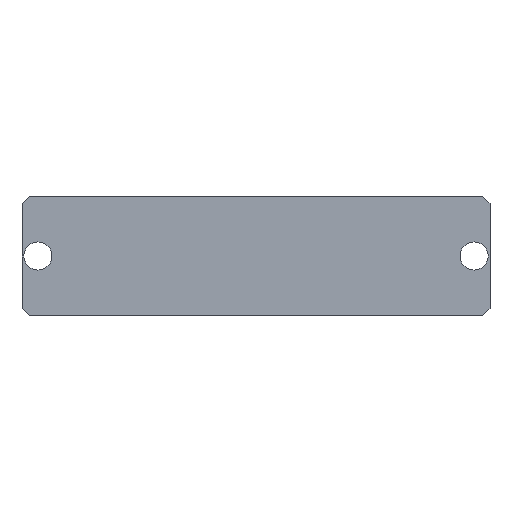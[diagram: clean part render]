
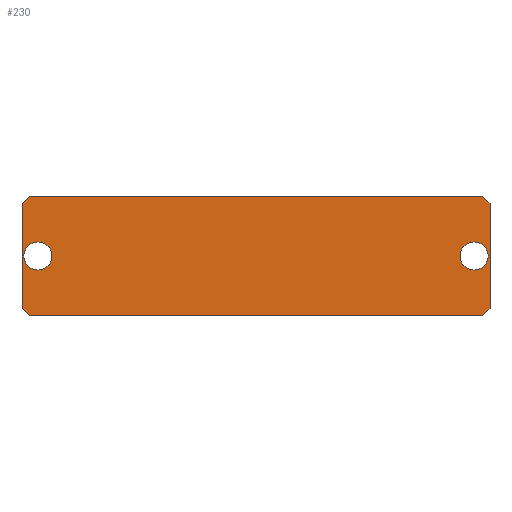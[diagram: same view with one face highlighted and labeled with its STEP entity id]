
A CAD part, top view. The second image highlights one B-rep face of the part: STEP entity #230.
In plain terms, the highlighted planar face has unit normal (0, 0, 1).
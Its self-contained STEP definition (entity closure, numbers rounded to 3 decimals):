
#5 = EDGE_CURVE ( 'NONE', #546, #174, #155, .T. ) ;
#10 = FACE_BOUND ( 'NONE', #505, .T. ) ;
#11 = DIRECTION ( 'NONE',  ( 0., -1., 0. ) ) ;
#16 = CARTESIAN_POINT ( 'NONE',  ( 62.5, 14., 1.5 ) ) ;
#23 = VERTEX_POINT ( 'NONE', #16 ) ;
#30 = CARTESIAN_POINT ( 'NONE',  ( -62.5, 16., 1.5 ) ) ;
#36 = CARTESIAN_POINT ( 'NONE',  ( -62.5, 14., 1.5 ) ) ;
#38 = DIRECTION ( 'NONE',  ( 0., 0., 1. ) ) ;
#40 = VERTEX_POINT ( 'NONE', #432 ) ;
#45 = VECTOR ( 'NONE', #372, 1000. ) ;
#57 = EDGE_CURVE ( 'NONE', #314, #546, #358, .T. ) ;
#76 = PLANE ( 'NONE',  #447 ) ;
#77 = CARTESIAN_POINT ( 'NONE',  ( 62.5, -14., 1.5 ) ) ;
#94 = LINE ( 'NONE', #419, #425 ) ;
#97 = VERTEX_POINT ( 'NONE', #479 ) ;
#107 = VECTOR ( 'NONE', #260, 1000. ) ;
#114 = VERTEX_POINT ( 'NONE', #290 ) ;
#119 = CARTESIAN_POINT ( 'NONE',  ( 62.5, -16., 1.5 ) ) ;
#121 = DIRECTION ( 'NONE',  ( 0., 0., -1. ) ) ;
#130 = DIRECTION ( 'NONE',  ( 0., 0., 1. ) ) ;
#133 = ORIENTED_EDGE ( 'NONE', *, *, #57, .T. ) ;
#136 = FACE_OUTER_BOUND ( 'NONE', #375, .T. ) ;
#137 = ORIENTED_EDGE ( 'NONE', *, *, #385, .T. ) ;
#149 = CARTESIAN_POINT ( 'NONE',  ( -60.5, -16., 1.5 ) ) ;
#150 = VERTEX_POINT ( 'NONE', #381 ) ;
#153 = ORIENTED_EDGE ( 'NONE', *, *, #524, .T. ) ;
#155 = LINE ( 'NONE', #423, #45 ) ;
#164 = CARTESIAN_POINT ( 'NONE',  ( -62.5, -14., 1.5 ) ) ;
#168 = CARTESIAN_POINT ( 'NONE',  ( -58.25, 0., 1.5 ) ) ;
#171 = DIRECTION ( 'NONE',  ( 1., 0., 0. ) ) ;
#174 = VERTEX_POINT ( 'NONE', #149 ) ;
#183 = VECTOR ( 'NONE', #580, 1000. ) ;
#199 = VERTEX_POINT ( 'NONE', #435 ) ;
#203 = DIRECTION ( 'NONE',  ( 0.707, 0.707, 0. ) ) ;
#217 = DIRECTION ( 'NONE',  ( 1., 0., 0. ) ) ;
#219 = CARTESIAN_POINT ( 'NONE',  ( -62.5, -16., 1.5 ) ) ;
#230 = ADVANCED_FACE ( 'NONE', ( #10, #477, #136 ), #76, .F. ) ;
#233 = ORIENTED_EDGE ( 'NONE', *, *, #313, .F. ) ;
#260 = DIRECTION ( 'NONE',  ( -0.707, -0.707, 0. ) ) ;
#266 = EDGE_CURVE ( 'NONE', #40, #314, #297, .T. ) ;
#268 = DIRECTION ( 'NONE',  ( 0., 0., 1. ) ) ;
#277 = EDGE_CURVE ( 'NONE', #23, #114, #307, .T. ) ;
#287 = ORIENTED_EDGE ( 'NONE', *, *, #555, .F. ) ;
#290 = CARTESIAN_POINT ( 'NONE',  ( 60.5, 16., 1.5 ) ) ;
#292 = EDGE_CURVE ( 'NONE', #199, #487, #370, .T. ) ;
#295 = ORIENTED_EDGE ( 'NONE', *, *, #277, .T. ) ;
#297 = LINE ( 'NONE', #36, #107 ) ;
#300 = LINE ( 'NONE', #30, #431 ) ;
#303 = CARTESIAN_POINT ( 'NONE',  ( 0., 0., 1.5 ) ) ;
#305 = CARTESIAN_POINT ( 'NONE',  ( -62., 0., 1.5 ) ) ;
#307 = LINE ( 'NONE', #537, #183 ) ;
#309 = CARTESIAN_POINT ( 'NONE',  ( 58.25, 0., 1.5 ) ) ;
#313 = EDGE_CURVE ( 'NONE', #487, #199, #579, .T. ) ;
#314 = VERTEX_POINT ( 'NONE', #355 ) ;
#315 = ORIENTED_EDGE ( 'NONE', *, *, #5, .T. ) ;
#318 = EDGE_CURVE ( 'NONE', #384, #150, #414, .T. ) ;
#324 = EDGE_CURVE ( 'NONE', #174, #97, #549, .T. ) ;
#326 = ORIENTED_EDGE ( 'NONE', *, *, #318, .F. ) ;
#328 = LINE ( 'NONE', #119, #559 ) ;
#331 = ORIENTED_EDGE ( 'NONE', *, *, #266, .T. ) ;
#338 = VECTOR ( 'NONE', #11, 1000. ) ;
#342 = AXIS2_PLACEMENT_3D ( 'NONE', #541, #268, #590 ) ;
#347 = DIRECTION ( 'NONE',  ( -1., 0., 0. ) ) ;
#351 = DIRECTION ( 'NONE',  ( -1., 0., 0. ) ) ;
#355 = CARTESIAN_POINT ( 'NONE',  ( -62.5, 14., 1.5 ) ) ;
#358 = LINE ( 'NONE', #474, #338 ) ;
#370 = CIRCLE ( 'NONE', #440, 3.75 ) ;
#372 = DIRECTION ( 'NONE',  ( 0.707, -0.707, 0. ) ) ;
#375 = EDGE_LOOP ( 'NONE', ( #476, #137, #411, #295, #153, #331, #133, #315 ) ) ;
#381 = CARTESIAN_POINT ( 'NONE',  ( 62., 0., 1.5 ) ) ;
#384 = VERTEX_POINT ( 'NONE', #464 ) ;
#385 = EDGE_CURVE ( 'NONE', #97, #494, #94, .T. ) ;
#406 = AXIS2_PLACEMENT_3D ( 'NONE', #407, #130, #460 ) ;
#407 = CARTESIAN_POINT ( 'NONE',  ( -58.25, 0., 1.5 ) ) ;
#411 = ORIENTED_EDGE ( 'NONE', *, *, #458, .T. ) ;
#414 = CIRCLE ( 'NONE', #342, 3.75 ) ;
#419 = CARTESIAN_POINT ( 'NONE',  ( 62.5, -14., 1.5 ) ) ;
#423 = CARTESIAN_POINT ( 'NONE',  ( -60.5, -16., 1.5 ) ) ;
#425 = VECTOR ( 'NONE', #203, 1000. ) ;
#431 = VECTOR ( 'NONE', #347, 1000. ) ;
#432 = CARTESIAN_POINT ( 'NONE',  ( -60.5, 16., 1.5 ) ) ;
#435 = CARTESIAN_POINT ( 'NONE',  ( -54.5, 0., 1.5 ) ) ;
#440 = AXIS2_PLACEMENT_3D ( 'NONE', #168, #497, #217 ) ;
#447 = AXIS2_PLACEMENT_3D ( 'NONE', #303, #121, #451 ) ;
#449 = DIRECTION ( 'NONE',  ( 0., 1., 0. ) ) ;
#451 = DIRECTION ( 'NONE',  ( -1., 0., 0. ) ) ;
#458 = EDGE_CURVE ( 'NONE', #494, #23, #328, .T. ) ;
#460 = DIRECTION ( 'NONE',  ( 1., 0., 0. ) ) ;
#464 = CARTESIAN_POINT ( 'NONE',  ( 54.5, 0., 1.5 ) ) ;
#468 = VECTOR ( 'NONE', #171, 1000. ) ;
#472 = ORIENTED_EDGE ( 'NONE', *, *, #292, .F. ) ;
#474 = CARTESIAN_POINT ( 'NONE',  ( -62.5, -16., 1.5 ) ) ;
#475 = AXIS2_PLACEMENT_3D ( 'NONE', #309, #38, #351 ) ;
#476 = ORIENTED_EDGE ( 'NONE', *, *, #324, .T. ) ;
#477 = FACE_BOUND ( 'NONE', #533, .T. ) ;
#479 = CARTESIAN_POINT ( 'NONE',  ( 60.5, -16., 1.5 ) ) ;
#487 = VERTEX_POINT ( 'NONE', #305 ) ;
#494 = VERTEX_POINT ( 'NONE', #77 ) ;
#497 = DIRECTION ( 'NONE',  ( 0., 0., 1. ) ) ;
#505 = EDGE_LOOP ( 'NONE', ( #287, #326 ) ) ;
#524 = EDGE_CURVE ( 'NONE', #114, #40, #300, .T. ) ;
#533 = EDGE_LOOP ( 'NONE', ( #472, #233 ) ) ;
#537 = CARTESIAN_POINT ( 'NONE',  ( 60.5, 16., 1.5 ) ) ;
#541 = CARTESIAN_POINT ( 'NONE',  ( 58.25, 0., 1.5 ) ) ;
#546 = VERTEX_POINT ( 'NONE', #164 ) ;
#548 = CIRCLE ( 'NONE', #475, 3.75 ) ;
#549 = LINE ( 'NONE', #219, #468 ) ;
#555 = EDGE_CURVE ( 'NONE', #150, #384, #548, .T. ) ;
#559 = VECTOR ( 'NONE', #449, 1000. ) ;
#579 = CIRCLE ( 'NONE', #406, 3.75 ) ;
#580 = DIRECTION ( 'NONE',  ( -0.707, 0.707, 0. ) ) ;
#590 = DIRECTION ( 'NONE',  ( -1., 0., 0. ) ) ;
